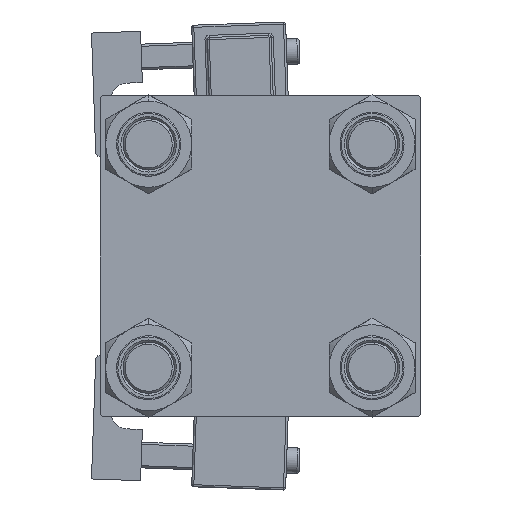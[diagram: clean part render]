
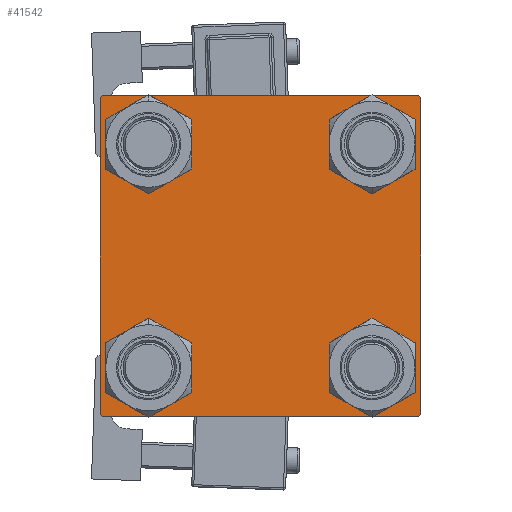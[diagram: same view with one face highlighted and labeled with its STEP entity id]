
A CAD part, left-side view. The second image highlights one B-rep face of the part: STEP entity #41542.
In plain terms, the highlighted planar face has unit normal (-1, 0, 0).
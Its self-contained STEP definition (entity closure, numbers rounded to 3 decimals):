
#705 = CARTESIAN_POINT ( 'NONE',  ( 0., 26.15, 19.65 ) ) ;
#774 = VERTEX_POINT ( 'NONE', #51025 ) ;
#1064 = EDGE_CURVE ( 'NONE', #45889, #13996, #16675, .T. ) ;
#1338 = FACE_BOUND ( 'NONE', #25216, .T. ) ;
#1717 = VERTEX_POINT ( 'NONE', #43576 ) ;
#1884 = DIRECTION ( 'NONE',  ( 1., 0., 0. ) ) ;
#1922 = CARTESIAN_POINT ( 'NONE',  ( 0., -26.15, -26.15 ) ) ;
#2003 = VECTOR ( 'NONE', #21207, 1000. ) ;
#2588 = VERTEX_POINT ( 'NONE', #16845 ) ;
#3152 = EDGE_CURVE ( 'NONE', #13996, #13241, #18376, .T. ) ;
#3648 = CARTESIAN_POINT ( 'NONE',  ( 0., 37., 37.5 ) ) ;
#3828 = ORIENTED_EDGE ( 'NONE', *, *, #16215, .T. ) ;
#3986 = VERTEX_POINT ( 'NONE', #42868 ) ;
#4270 = ORIENTED_EDGE ( 'NONE', *, *, #17435, .T. ) ;
#4520 = FACE_BOUND ( 'NONE', #13120, .T. ) ;
#4793 = CARTESIAN_POINT ( 'NONE',  ( 0., 26.15, -26.15 ) ) ;
#5353 = CARTESIAN_POINT ( 'NONE',  ( 0., -26.15, 26.15 ) ) ;
#5654 = VECTOR ( 'NONE', #10698, 1000. ) ;
#6044 = EDGE_CURVE ( 'NONE', #3986, #35617, #25974, .T. ) ;
#6073 = VERTEX_POINT ( 'NONE', #25302 ) ;
#6176 = DIRECTION ( 'NONE',  ( 0., 0., 1. ) ) ;
#7344 = CARTESIAN_POINT ( 'NONE',  ( 0., -26.15, 32.65 ) ) ;
#7809 = ORIENTED_EDGE ( 'NONE', *, *, #50145, .T. ) ;
#7986 = EDGE_CURVE ( 'NONE', #6073, #41898, #13329, .T. ) ;
#9054 = DIRECTION ( 'NONE',  ( -1., 0., 0. ) ) ;
#9384 = VERTEX_POINT ( 'NONE', #705 ) ;
#9576 = DIRECTION ( 'NONE',  ( 0., 0., 1. ) ) ;
#10348 = CIRCLE ( 'NONE', #38383, 6.5 ) ;
#10441 = LINE ( 'NONE', #18662, #5654 ) ;
#10698 = DIRECTION ( 'NONE',  ( 0., 0., -1. ) ) ;
#10879 = VERTEX_POINT ( 'NONE', #26688 ) ;
#11114 = DIRECTION ( 'NONE',  ( 0., 0., 1. ) ) ;
#11142 = VECTOR ( 'NONE', #47216, 1000. ) ;
#11247 = AXIS2_PLACEMENT_3D ( 'NONE', #23068, #36074, #39545 ) ;
#11286 = CARTESIAN_POINT ( 'NONE',  ( 0., -37.25, -37.25 ) ) ;
#11833 = DIRECTION ( 'NONE',  ( 0., -1., 0. ) ) ;
#12107 = CIRCLE ( 'NONE', #11247, 6.5 ) ;
#12111 = VECTOR ( 'NONE', #14395, 1000. ) ;
#12315 = ORIENTED_EDGE ( 'NONE', *, *, #31617, .T. ) ;
#12412 = CIRCLE ( 'NONE', #46404, 6.5 ) ;
#12895 = ORIENTED_EDGE ( 'NONE', *, *, #1064, .T. ) ;
#13120 = EDGE_LOOP ( 'NONE', ( #3828, #7809 ) ) ;
#13241 = VERTEX_POINT ( 'NONE', #17786 ) ;
#13294 = FACE_BOUND ( 'NONE', #44710, .T. ) ;
#13329 = CIRCLE ( 'NONE', #22667, 6.5 ) ;
#13387 = ORIENTED_EDGE ( 'NONE', *, *, #34028, .T. ) ;
#13716 = CARTESIAN_POINT ( 'NONE',  ( 0., -37.25, 37.25 ) ) ;
#13996 = VERTEX_POINT ( 'NONE', #36880 ) ;
#14395 = DIRECTION ( 'NONE',  ( 0., 0., -1. ) ) ;
#14467 = VERTEX_POINT ( 'NONE', #15037 ) ;
#14659 = CARTESIAN_POINT ( 'NONE',  ( 0., 26.15, 26.15 ) ) ;
#15037 = CARTESIAN_POINT ( 'NONE',  ( 0., -37., -37.5 ) ) ;
#15816 = LINE ( 'NONE', #48240, #43770 ) ;
#16215 = EDGE_CURVE ( 'NONE', #10879, #18145, #16869, .T. ) ;
#16441 = ORIENTED_EDGE ( 'NONE', *, *, #6044, .T. ) ;
#16476 = FACE_BOUND ( 'NONE', #19962, .T. ) ;
#16493 = DIRECTION ( 'NONE',  ( 0., 0., 1. ) ) ;
#16675 = LINE ( 'NONE', #25209, #2003 ) ;
#16755 = CARTESIAN_POINT ( 'NONE',  ( 0., 26.15, -26.15 ) ) ;
#16845 = CARTESIAN_POINT ( 'NONE',  ( 0., -37.5, -37. ) ) ;
#16869 = CIRCLE ( 'NONE', #40674, 6.5 ) ;
#16913 = AXIS2_PLACEMENT_3D ( 'NONE', #18831, #27344, #11114 ) ;
#17094 = EDGE_CURVE ( 'NONE', #13241, #1717, #21332, .T. ) ;
#17435 = EDGE_CURVE ( 'NONE', #35617, #3986, #18616, .T. ) ;
#17586 = DIRECTION ( 'NONE',  ( 0., 0., 1. ) ) ;
#17592 = DIRECTION ( 'NONE',  ( 0., -0.707, -0.707 ) ) ;
#17786 = CARTESIAN_POINT ( 'NONE',  ( 0., 37.5, -37. ) ) ;
#17892 = CARTESIAN_POINT ( 'NONE',  ( 0., -37., 37.5 ) ) ;
#18088 = DIRECTION ( 'NONE',  ( 0., 0., 1. ) ) ;
#18145 = VERTEX_POINT ( 'NONE', #49174 ) ;
#18288 = AXIS2_PLACEMENT_3D ( 'NONE', #5353, #1884, #18088 ) ;
#18376 = LINE ( 'NONE', #34629, #12111 ) ;
#18616 = CIRCLE ( 'NONE', #16913, 6.5 ) ;
#18662 = CARTESIAN_POINT ( 'NONE',  ( 0., -37.5, 37.5 ) ) ;
#18831 = CARTESIAN_POINT ( 'NONE',  ( 0., -26.15, 26.15 ) ) ;
#19469 = ORIENTED_EDGE ( 'NONE', *, *, #51636, .T. ) ;
#19962 = EDGE_LOOP ( 'NONE', ( #50953, #13387 ) ) ;
#20486 = DIRECTION ( 'NONE',  ( 1., 0., 0. ) ) ;
#21207 = DIRECTION ( 'NONE',  ( 0., 0.707, -0.707 ) ) ;
#21265 = PLANE ( 'NONE',  #30448 ) ;
#21332 = LINE ( 'NONE', #37561, #36463 ) ;
#21592 = EDGE_CURVE ( 'NONE', #45889, #38395, #43492, .T. ) ;
#22497 = AXIS2_PLACEMENT_3D ( 'NONE', #14659, #48112, #51849 ) ;
#22667 = AXIS2_PLACEMENT_3D ( 'NONE', #37288, #37817, #17586 ) ;
#23068 = CARTESIAN_POINT ( 'NONE',  ( 0., 26.15, 26.15 ) ) ;
#24221 = ORIENTED_EDGE ( 'NONE', *, *, #50933, .T. ) ;
#24409 = ORIENTED_EDGE ( 'NONE', *, *, #21592, .F. ) ;
#25209 = CARTESIAN_POINT ( 'NONE',  ( 0., 37.25, 37.25 ) ) ;
#25216 = EDGE_LOOP ( 'NONE', ( #4270, #16441 ) ) ;
#25302 = CARTESIAN_POINT ( 'NONE',  ( 0., -26.15, -19.65 ) ) ;
#25963 = DIRECTION ( 'NONE',  ( 0., 0.707, 0.707 ) ) ;
#25974 = CIRCLE ( 'NONE', #18288, 6.5 ) ;
#26688 = CARTESIAN_POINT ( 'NONE',  ( 0., 26.15, -19.65 ) ) ;
#27129 = EDGE_CURVE ( 'NONE', #1717, #14467, #15816, .T. ) ;
#27344 = DIRECTION ( 'NONE',  ( 1., 0., 0. ) ) ;
#27512 = DIRECTION ( 'NONE',  ( 0., -0.707, 0.707 ) ) ;
#29274 = DIRECTION ( 'NONE',  ( 1., 0., 0. ) ) ;
#30211 = LINE ( 'NONE', #11286, #49436 ) ;
#30448 = AXIS2_PLACEMENT_3D ( 'NONE', #33794, #9054, #9576 ) ;
#31275 = CARTESIAN_POINT ( 'NONE',  ( 0., 37.5, 37.5 ) ) ;
#31617 = EDGE_CURVE ( 'NONE', #774, #9384, #45426, .T. ) ;
#32288 = EDGE_LOOP ( 'NONE', ( #41429, #41832, #49864, #24221, #37106, #42343, #24409, #12895 ) ) ;
#32744 = DIRECTION ( 'NONE',  ( 0., 0., 1. ) ) ;
#33794 = CARTESIAN_POINT ( 'NONE',  ( 0., 0., 0. ) ) ;
#33957 = LINE ( 'NONE', #13716, #36418 ) ;
#34028 = EDGE_CURVE ( 'NONE', #41898, #6073, #12412, .T. ) ;
#34629 = CARTESIAN_POINT ( 'NONE',  ( 0., 37.5, 37.5 ) ) ;
#34744 = EDGE_CURVE ( 'NONE', #44216, #2588, #10441, .T. ) ;
#35617 = VERTEX_POINT ( 'NONE', #7344 ) ;
#36074 = DIRECTION ( 'NONE',  ( 1., 0., 0. ) ) ;
#36411 = CARTESIAN_POINT ( 'NONE',  ( 0., -37.5, 37. ) ) ;
#36418 = VECTOR ( 'NONE', #25963, 1000. ) ;
#36463 = VECTOR ( 'NONE', #17592, 1000. ) ;
#36880 = CARTESIAN_POINT ( 'NONE',  ( 0., 37.5, 37. ) ) ;
#37106 = ORIENTED_EDGE ( 'NONE', *, *, #34744, .F. ) ;
#37288 = CARTESIAN_POINT ( 'NONE',  ( 0., -26.15, -26.15 ) ) ;
#37561 = CARTESIAN_POINT ( 'NONE',  ( 0., 37.25, -37.25 ) ) ;
#37817 = DIRECTION ( 'NONE',  ( 1., 0., 0. ) ) ;
#37966 = CARTESIAN_POINT ( 'NONE',  ( 0., -26.15, -32.65 ) ) ;
#38383 = AXIS2_PLACEMENT_3D ( 'NONE', #16755, #20486, #16493 ) ;
#38395 = VERTEX_POINT ( 'NONE', #17892 ) ;
#39142 = DIRECTION ( 'NONE',  ( 1., 0., 0. ) ) ;
#39545 = DIRECTION ( 'NONE',  ( 0., 0., 1. ) ) ;
#40674 = AXIS2_PLACEMENT_3D ( 'NONE', #4793, #29274, #32744 ) ;
#41221 = FACE_OUTER_BOUND ( 'NONE', #32288, .T. ) ;
#41429 = ORIENTED_EDGE ( 'NONE', *, *, #3152, .T. ) ;
#41542 = ADVANCED_FACE ( 'NONE', ( #1338, #16476, #4520, #13294, #41221 ), #21265, .T. ) ;
#41832 = ORIENTED_EDGE ( 'NONE', *, *, #17094, .T. ) ;
#41898 = VERTEX_POINT ( 'NONE', #37966 ) ;
#42343 = ORIENTED_EDGE ( 'NONE', *, *, #43769, .T. ) ;
#42868 = CARTESIAN_POINT ( 'NONE',  ( 0., -26.15, 19.65 ) ) ;
#43492 = LINE ( 'NONE', #31275, #11142 ) ;
#43576 = CARTESIAN_POINT ( 'NONE',  ( 0., 37., -37.5 ) ) ;
#43769 = EDGE_CURVE ( 'NONE', #44216, #38395, #33957, .T. ) ;
#43770 = VECTOR ( 'NONE', #11833, 1000. ) ;
#44216 = VERTEX_POINT ( 'NONE', #36411 ) ;
#44710 = EDGE_LOOP ( 'NONE', ( #12315, #19469 ) ) ;
#45426 = CIRCLE ( 'NONE', #22497, 6.5 ) ;
#45889 = VERTEX_POINT ( 'NONE', #3648 ) ;
#46404 = AXIS2_PLACEMENT_3D ( 'NONE', #1922, #39142, #6176 ) ;
#47216 = DIRECTION ( 'NONE',  ( 0., -1., 0. ) ) ;
#48112 = DIRECTION ( 'NONE',  ( 1., 0., 0. ) ) ;
#48240 = CARTESIAN_POINT ( 'NONE',  ( 0., 37.5, -37.5 ) ) ;
#49174 = CARTESIAN_POINT ( 'NONE',  ( 0., 26.15, -32.65 ) ) ;
#49436 = VECTOR ( 'NONE', #27512, 1000. ) ;
#49864 = ORIENTED_EDGE ( 'NONE', *, *, #27129, .T. ) ;
#50145 = EDGE_CURVE ( 'NONE', #18145, #10879, #10348, .T. ) ;
#50933 = EDGE_CURVE ( 'NONE', #14467, #2588, #30211, .T. ) ;
#50953 = ORIENTED_EDGE ( 'NONE', *, *, #7986, .T. ) ;
#51025 = CARTESIAN_POINT ( 'NONE',  ( 0., 26.15, 32.65 ) ) ;
#51636 = EDGE_CURVE ( 'NONE', #9384, #774, #12107, .T. ) ;
#51849 = DIRECTION ( 'NONE',  ( 0., 0., 1. ) ) ;
